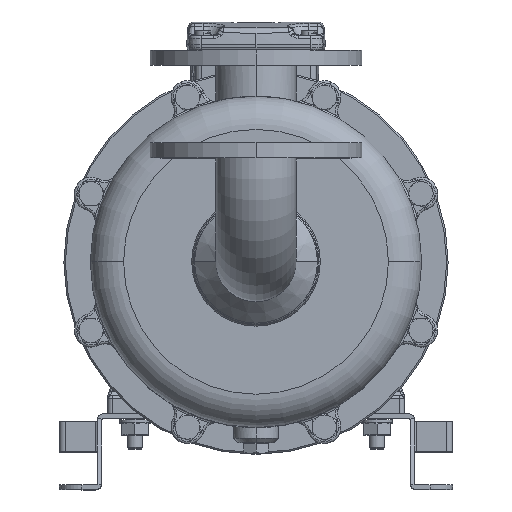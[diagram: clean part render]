
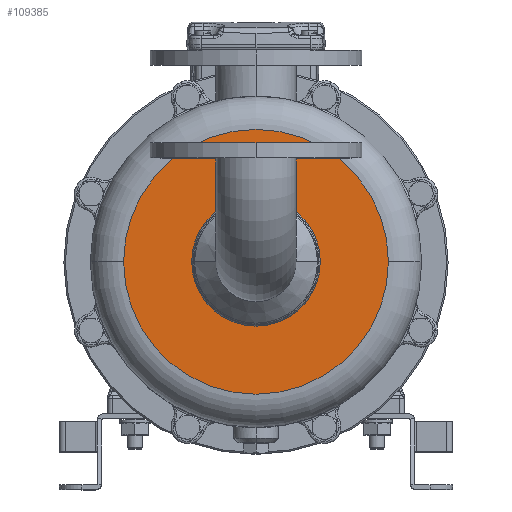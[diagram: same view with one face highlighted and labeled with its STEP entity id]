
A CAD part, top view. The second image highlights one B-rep face of the part: STEP entity #109385.
In plain terms, the highlighted face is planar.
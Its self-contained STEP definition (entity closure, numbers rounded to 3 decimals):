
#2955 = CARTESIAN_POINT ( 'NONE',  ( 54.75, 13., 40.5 ) ) ;
#7367 = CARTESIAN_POINT ( 'NONE',  ( 54.75, 13., -87.5 ) ) ;
#14294 = CIRCLE ( 'NONE', #95798, 87.5 ) ;
#17149 = PLANE ( 'NONE',  #21131 ) ;
#17605 = CARTESIAN_POINT ( 'NONE',  ( 54.75, 13., -40.5 ) ) ;
#21131 = AXIS2_PLACEMENT_3D ( 'NONE', #50667, #76174, #25620 ) ;
#24453 = CIRCLE ( 'NONE', #87943, 40.5 ) ;
#25620 = DIRECTION ( 'NONE',  ( 0., 0., -1. ) ) ;
#28798 = ORIENTED_EDGE ( 'NONE', *, *, #85493, .T. ) ;
#31986 = CARTESIAN_POINT ( 'NONE',  ( 54.75, 13., 0. ) ) ;
#32498 = CARTESIAN_POINT ( 'NONE',  ( 54.75, 13., 0. ) ) ;
#32964 = AXIS2_PLACEMENT_3D ( 'NONE', #31986, #91136, #40470 ) ;
#33609 = DIRECTION ( 'NONE',  ( 0., 1., 0. ) ) ;
#40334 = EDGE_CURVE ( 'NONE', #67037, #75775, #24453, .T. ) ;
#40470 = DIRECTION ( 'NONE',  ( 0., 0., -1. ) ) ;
#40967 = DIRECTION ( 'NONE',  ( 0., 0., -1. ) ) ;
#42031 = EDGE_CURVE ( 'NONE', #75775, #67037, #95138, .T. ) ;
#44568 = CARTESIAN_POINT ( 'NONE',  ( 54.75, 13., 0. ) ) ;
#50667 = CARTESIAN_POINT ( 'NONE',  ( 54.75, 13., 0. ) ) ;
#51617 = VERTEX_POINT ( 'NONE', #88172 ) ;
#53029 = DIRECTION ( 'NONE',  ( 0., 0., -1. ) ) ;
#56208 = AXIS2_PLACEMENT_3D ( 'NONE', #84192, #33609, #92762 ) ;
#59382 = CIRCLE ( 'NONE', #32964, 87.5 ) ;
#61445 = FACE_OUTER_BOUND ( 'NONE', #107460, .T. ) ;
#62319 = VERTEX_POINT ( 'NONE', #7367 ) ;
#67037 = VERTEX_POINT ( 'NONE', #2955 ) ;
#68101 = EDGE_LOOP ( 'NONE', ( #68421, #72087 ) ) ;
#68421 = ORIENTED_EDGE ( 'NONE', *, *, #42031, .F. ) ;
#72087 = ORIENTED_EDGE ( 'NONE', *, *, #40334, .F. ) ;
#75775 = VERTEX_POINT ( 'NONE', #17605 ) ;
#76174 = DIRECTION ( 'NONE',  ( 0., -1., 0. ) ) ;
#80722 = ORIENTED_EDGE ( 'NONE', *, *, #82569, .T. ) ;
#81295 = FACE_BOUND ( 'NONE', #68101, .T. ) ;
#82569 = EDGE_CURVE ( 'NONE', #62319, #51617, #14294, .T. ) ;
#84192 = CARTESIAN_POINT ( 'NONE',  ( 54.75, 13., 0. ) ) ;
#85493 = EDGE_CURVE ( 'NONE', #51617, #62319, #59382, .T. ) ;
#87943 = AXIS2_PLACEMENT_3D ( 'NONE', #32498, #91621, #40967 ) ;
#88172 = CARTESIAN_POINT ( 'NONE',  ( 54.75, 13., 87.5 ) ) ;
#91136 = DIRECTION ( 'NONE',  ( 0., 1., 0. ) ) ;
#91621 = DIRECTION ( 'NONE',  ( 0., 1., 0. ) ) ;
#92762 = DIRECTION ( 'NONE',  ( 0., 0., -1. ) ) ;
#95138 = CIRCLE ( 'NONE', #56208, 40.5 ) ;
#95798 = AXIS2_PLACEMENT_3D ( 'NONE', #44568, #103709, #53029 ) ;
#103709 = DIRECTION ( 'NONE',  ( 0., 1., 0. ) ) ;
#107460 = EDGE_LOOP ( 'NONE', ( #80722, #28798 ) ) ;
#109385 = ADVANCED_FACE ( 'NONE', ( #61445, #81295 ), #17149, .F. ) ;
